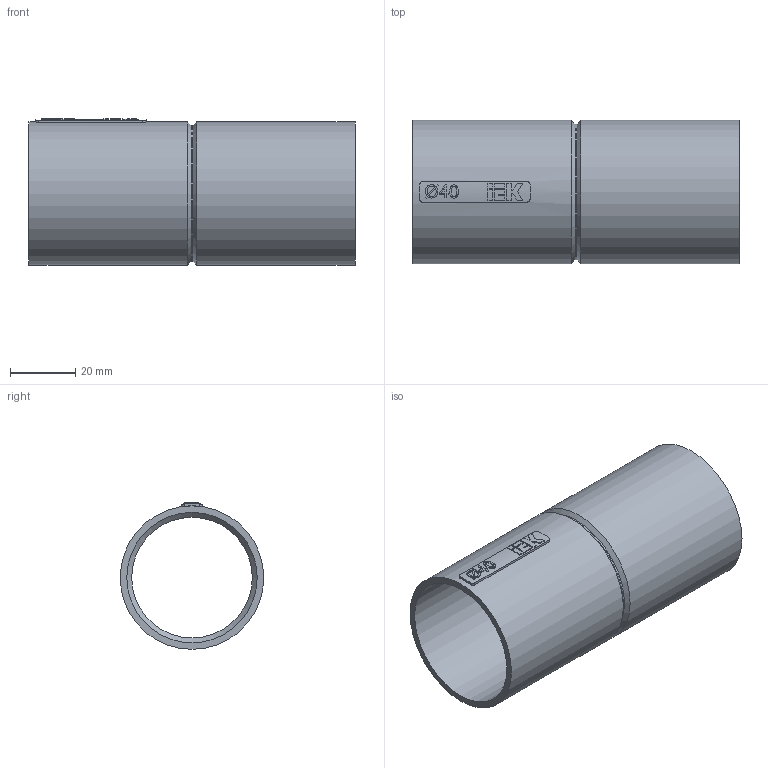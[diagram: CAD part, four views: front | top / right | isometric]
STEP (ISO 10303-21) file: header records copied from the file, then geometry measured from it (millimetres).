
FILE_DESCRIPTION (( 'STEP AP203' ), '1' );
FILE_NAME ('CTA10D-GIG40-K41-020 Ìóôòà òðóáà-òðóáà GI40G IEK.STEP', '2016-05-13T08:27:18', ( '' ), ( '' ), 'SwSTEP 2.0', 'SolidWorks 2014', '' );
FILE_SCHEMA (( 'CONFIG_CONTROL_DESIGN' ));
Length unit declared in the file: millimetre
Products named in the file (1): CTA10D-GIG40-K41-020 Ìóôòà òðóáà-òðóáà GI40G IEK
Bounding box: 100 x 44 x 45 mm (x, y, z)
Volume: 26836.6 mm3; surface area: 27257.7 mm2
Topology: 1 solids, 1 shells, 109 faces, 277 edges, 182 vertices
Faces by surface type: plane 62, cylinder 23, bspline 20, cone 4
Full cylindrical faces by diameter (mm): 37 x1, 40 x2, 41.557 x1, 44 x2
Entity records: 4333 total; most frequent: CARTESIAN_POINT 1858, ORIENTED_EDGE 528, DIRECTION 422, EDGE_CURVE 264, VERTEX_POINT 180, AXIS2_PLACEMENT_3D 144, VECTOR 134, LINE 134
